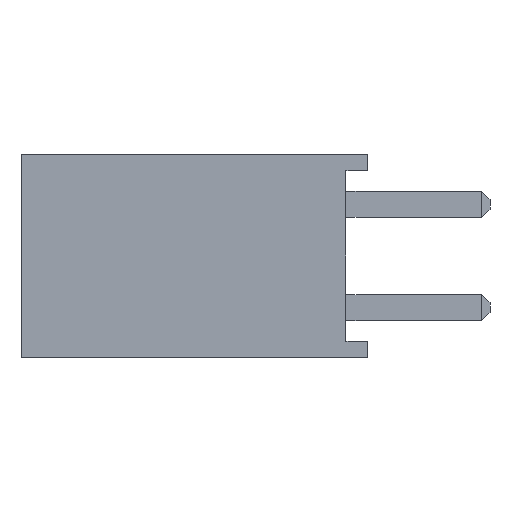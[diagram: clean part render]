
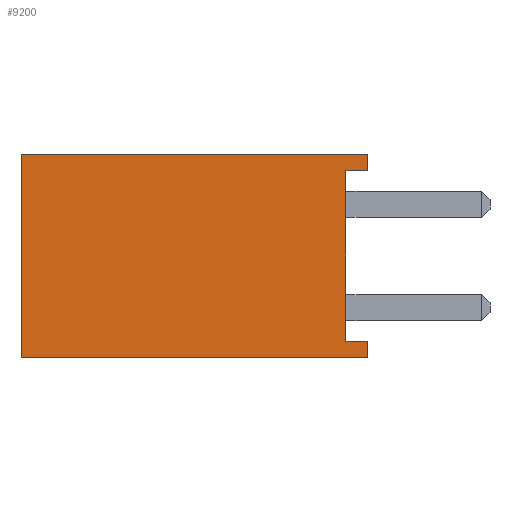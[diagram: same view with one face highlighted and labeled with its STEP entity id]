
A CAD part, left-side view. The second image highlights one B-rep face of the part: STEP entity #9200.
In plain terms, the highlighted planar face has unit normal (-1, 0, 0).
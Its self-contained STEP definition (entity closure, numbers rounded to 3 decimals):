
#292 = VECTOR ( 'NONE', #6276, 1000. ) ;
#447 = LINE ( 'NONE', #9273, #4805 ) ;
#745 = CARTESIAN_POINT ( 'NONE',  ( -1.27, 8.5, 2.5 ) ) ;
#823 = ORIENTED_EDGE ( 'NONE', *, *, #3513, .F. ) ;
#930 = CARTESIAN_POINT ( 'NONE',  ( -1.27, 0., 2.5 ) ) ;
#954 = DIRECTION ( 'NONE',  ( 0., 0., -1. ) ) ;
#1192 = FACE_OUTER_BOUND ( 'NONE', #6584, .T. ) ;
#1255 = LINE ( 'NONE', #2930, #6209 ) ;
#1328 = DIRECTION ( 'NONE',  ( 0., 0., -1. ) ) ;
#1485 = LINE ( 'NONE', #745, #4320 ) ;
#1578 = CARTESIAN_POINT ( 'NONE',  ( -1.27, 8.5, -2.5 ) ) ;
#1697 = LINE ( 'NONE', #3272, #292 ) ;
#1744 = EDGE_CURVE ( 'NONE', #7371, #8907, #5751, .T. ) ;
#1882 = ORIENTED_EDGE ( 'NONE', *, *, #3744, .T. ) ;
#1961 = VECTOR ( 'NONE', #4044, 1000. ) ;
#2468 = CARTESIAN_POINT ( 'NONE',  ( -1.27, 8.5, 2.5 ) ) ;
#2775 = VERTEX_POINT ( 'NONE', #6513 ) ;
#2930 = CARTESIAN_POINT ( 'NONE',  ( -1.27, 0., 2.5 ) ) ;
#3100 = EDGE_CURVE ( 'NONE', #3834, #2775, #8415, .T. ) ;
#3272 = CARTESIAN_POINT ( 'NONE',  ( -1.27, 0., -2.1 ) ) ;
#3293 = AXIS2_PLACEMENT_3D ( 'NONE', #8926, #8161, #1328 ) ;
#3513 = EDGE_CURVE ( 'NONE', #7514, #3761, #4216, .T. ) ;
#3552 = DIRECTION ( 'NONE',  ( 0., 1., 0. ) ) ;
#3744 = EDGE_CURVE ( 'NONE', #7371, #3834, #447, .T. ) ;
#3761 = VERTEX_POINT ( 'NONE', #8513 ) ;
#3834 = VERTEX_POINT ( 'NONE', #4796 ) ;
#4044 = DIRECTION ( 'NONE',  ( 0., 0., 1. ) ) ;
#4158 = VECTOR ( 'NONE', #6962, 1000. ) ;
#4216 = LINE ( 'NONE', #6494, #7380 ) ;
#4320 = VECTOR ( 'NONE', #4527, 1000. ) ;
#4365 = PLANE ( 'NONE',  #3293 ) ;
#4504 = EDGE_CURVE ( 'NONE', #3761, #6097, #6273, .T. ) ;
#4527 = DIRECTION ( 'NONE',  ( 0., -1., 0. ) ) ;
#4796 = CARTESIAN_POINT ( 'NONE',  ( -1.27, 0., -2.5 ) ) ;
#4805 = VECTOR ( 'NONE', #7707, 1000. ) ;
#4845 = ORIENTED_EDGE ( 'NONE', *, *, #3100, .T. ) ;
#5262 = ORIENTED_EDGE ( 'NONE', *, *, #6786, .F. ) ;
#5307 = ORIENTED_EDGE ( 'NONE', *, *, #7593, .F. ) ;
#5505 = CARTESIAN_POINT ( 'NONE',  ( -1.27, 0., 2.1 ) ) ;
#5751 = LINE ( 'NONE', #2468, #1961 ) ;
#6097 = VERTEX_POINT ( 'NONE', #9011 ) ;
#6209 = VECTOR ( 'NONE', #9559, 1000. ) ;
#6273 = LINE ( 'NONE', #8383, #6636 ) ;
#6276 = DIRECTION ( 'NONE',  ( 0., -1., 0. ) ) ;
#6494 = CARTESIAN_POINT ( 'NONE',  ( -1.27, 0., 2.1 ) ) ;
#6513 = CARTESIAN_POINT ( 'NONE',  ( -1.27, 0., -2.1 ) ) ;
#6584 = EDGE_LOOP ( 'NONE', ( #9455, #823, #7781, #5262, #8604, #1882, #4845, #5307 ) ) ;
#6586 = EDGE_CURVE ( 'NONE', #7514, #8379, #1255, .T. ) ;
#6636 = VECTOR ( 'NONE', #954, 1000. ) ;
#6786 = EDGE_CURVE ( 'NONE', #8907, #8379, #1485, .T. ) ;
#6962 = DIRECTION ( 'NONE',  ( 0., 0., 1. ) ) ;
#7153 = CARTESIAN_POINT ( 'NONE',  ( -1.27, 0., 2.5 ) ) ;
#7371 = VERTEX_POINT ( 'NONE', #1578 ) ;
#7380 = VECTOR ( 'NONE', #3552, 1000. ) ;
#7514 = VERTEX_POINT ( 'NONE', #5505 ) ;
#7593 = EDGE_CURVE ( 'NONE', #6097, #2775, #1697, .T. ) ;
#7707 = DIRECTION ( 'NONE',  ( 0., -1., 0. ) ) ;
#7781 = ORIENTED_EDGE ( 'NONE', *, *, #6586, .T. ) ;
#7816 = CARTESIAN_POINT ( 'NONE',  ( -1.27, 8.5, 2.5 ) ) ;
#8161 = DIRECTION ( 'NONE',  ( 1., 0., 0. ) ) ;
#8379 = VERTEX_POINT ( 'NONE', #7153 ) ;
#8383 = CARTESIAN_POINT ( 'NONE',  ( -1.27, 0.54, 2.1 ) ) ;
#8415 = LINE ( 'NONE', #930, #4158 ) ;
#8513 = CARTESIAN_POINT ( 'NONE',  ( -1.27, 0.54, 2.1 ) ) ;
#8604 = ORIENTED_EDGE ( 'NONE', *, *, #1744, .F. ) ;
#8907 = VERTEX_POINT ( 'NONE', #7816 ) ;
#8926 = CARTESIAN_POINT ( 'NONE',  ( -1.27, 8.5, 2.5 ) ) ;
#9011 = CARTESIAN_POINT ( 'NONE',  ( -1.27, 0.54, -2.1 ) ) ;
#9200 = ADVANCED_FACE ( 'NONE', ( #1192 ), #4365, .F. ) ;
#9273 = CARTESIAN_POINT ( 'NONE',  ( -1.27, 8.5, -2.5 ) ) ;
#9455 = ORIENTED_EDGE ( 'NONE', *, *, #4504, .F. ) ;
#9559 = DIRECTION ( 'NONE',  ( 0., 0., 1. ) ) ;
